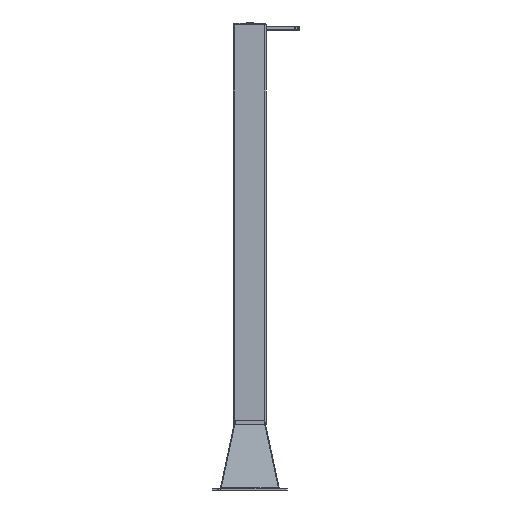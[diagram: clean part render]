
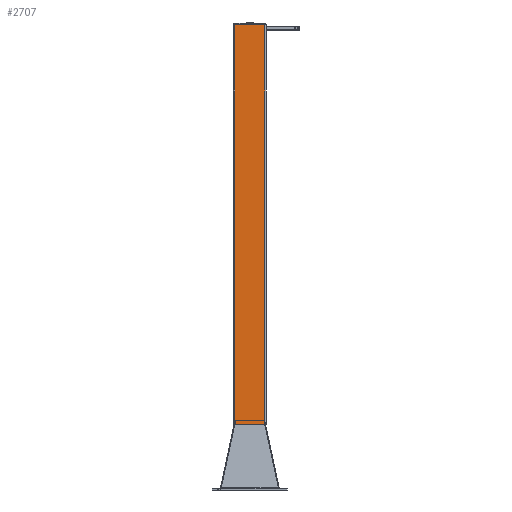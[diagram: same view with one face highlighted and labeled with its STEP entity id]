
A CAD part, left-side view. The second image highlights one B-rep face of the part: STEP entity #2707.
In plain terms, the highlighted face is planar.
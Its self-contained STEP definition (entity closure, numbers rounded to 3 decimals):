
#2707=ADVANCED_FACE('',(#4847),#4848,.T.);
#4847=FACE_OUTER_BOUND('',#10079,.T.);
#4848=PLANE('',#10080);
#10079=EDGE_LOOP('',(#16962,#16963,#16964,#16965));
#10080=AXIS2_PLACEMENT_3D('',#16966,#16967,#16968);
#16962=ORIENTED_EDGE('',*,*,#20821,.T.);
#16963=ORIENTED_EDGE('',*,*,#20648,.F.);
#16964=ORIENTED_EDGE('',*,*,#20822,.T.);
#16965=ORIENTED_EDGE('',*,*,#20823,.T.);
#16966=CARTESIAN_POINT('',(0.,-125.,0.));
#16967=DIRECTION('',(0.,-1.,0.));
#16968=DIRECTION('',(1.,0.,0.));
#20648=EDGE_CURVE('',#23044,#23039,#23046,.T.);
#20821=EDGE_CURVE('',#23297,#23039,#23298,.T.);
#20822=EDGE_CURVE('',#23044,#23299,#23300,.T.);
#20823=EDGE_CURVE('',#23299,#23297,#23301,.T.);
#23039=VERTEX_POINT('',#27706);
#23044=VERTEX_POINT('',#27712);
#23046=LINE('',#27714,#27715);
#23297=VERTEX_POINT('',#28502);
#23298=LINE('',#28503,#28504);
#23299=VERTEX_POINT('',#28505);
#23300=LINE('',#28506,#28507);
#23301=LINE('',#28508,#28509);
#27706=CARTESIAN_POINT('',(-113.,-125.,3000.));
#27712=CARTESIAN_POINT('',(-113.,-125.,0.));
#27714=CARTESIAN_POINT('',(-113.,-125.,0.));
#27715=VECTOR('',#31982,1.);
#28502=CARTESIAN_POINT('',(113.,-125.,3000.));
#28503=CARTESIAN_POINT('',(-113.,-125.,3000.));
#28504=VECTOR('',#32143,1.);
#28505=CARTESIAN_POINT('',(113.,-125.,0.));
#28506=CARTESIAN_POINT('',(-113.,-125.,0.));
#28507=VECTOR('',#32144,1.);
#28508=CARTESIAN_POINT('',(113.,-125.,0.));
#28509=VECTOR('',#32145,1.);
#31982=DIRECTION('',(0.,0.,1.));
#32143=DIRECTION('',(-1.,0.,0.));
#32144=DIRECTION('',(1.,0.,0.));
#32145=DIRECTION('',(0.,0.,1.));
